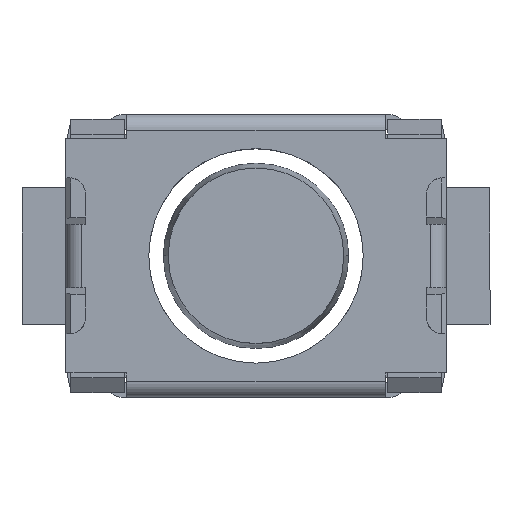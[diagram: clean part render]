
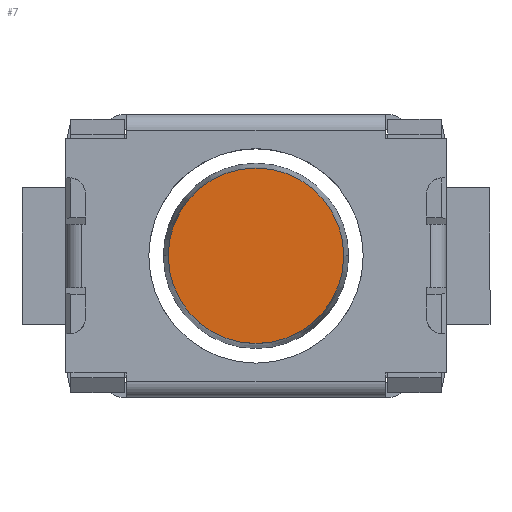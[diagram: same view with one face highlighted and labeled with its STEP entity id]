
A CAD part, top view. The second image highlights one B-rep face of the part: STEP entity #7.
In plain terms, the highlighted planar face has unit normal (0, 0, 1).
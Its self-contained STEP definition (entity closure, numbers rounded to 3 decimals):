
#7 = ADVANCED_FACE ( 'NONE', ( #4236 ), #6100, .T. ) ;
#373 = DIRECTION ( 'NONE',  ( -1., 0., 0. ) ) ;
#448 = EDGE_CURVE ( 'NONE', #8994, #2861, #3283, .T. ) ;
#1031 = CARTESIAN_POINT ( 'NONE',  ( 0.9, 0., 2. ) ) ;
#1041 = CARTESIAN_POINT ( 'NONE',  ( 0., 0., 2. ) ) ;
#1059 = ORIENTED_EDGE ( 'NONE', *, *, #448, .F. ) ;
#2389 = AXIS2_PLACEMENT_3D ( 'NONE', #3651, #5102, #373 ) ;
#2505 = DIRECTION ( 'NONE',  ( 0., 0., 1. ) ) ;
#2850 = CIRCLE ( 'NONE', #2389, 0.9 ) ;
#2861 = VERTEX_POINT ( 'NONE', #7347 ) ;
#3136 = EDGE_CURVE ( 'NONE', #2861, #8994, #2850, .T. ) ;
#3283 = CIRCLE ( 'NONE', #4502, 0.9 ) ;
#3651 = CARTESIAN_POINT ( 'NONE',  ( 0., 0., 2. ) ) ;
#4236 = FACE_OUTER_BOUND ( 'NONE', #5524, .T. ) ;
#4292 = CARTESIAN_POINT ( 'NONE',  ( 0.9, 0., 2. ) ) ;
#4502 = AXIS2_PLACEMENT_3D ( 'NONE', #1041, #7589, #5407 ) ;
#5102 = DIRECTION ( 'NONE',  ( 0., 0., -1. ) ) ;
#5407 = DIRECTION ( 'NONE',  ( -1., 0., 0. ) ) ;
#5524 = EDGE_LOOP ( 'NONE', ( #8781, #1059 ) ) ;
#6100 = PLANE ( 'NONE',  #9165 ) ;
#7347 = CARTESIAN_POINT ( 'NONE',  ( -0.9, 0., 2. ) ) ;
#7589 = DIRECTION ( 'NONE',  ( 0., 0., -1. ) ) ;
#8781 = ORIENTED_EDGE ( 'NONE', *, *, #3136, .F. ) ;
#8994 = VERTEX_POINT ( 'NONE', #4292 ) ;
#9138 = DIRECTION ( 'NONE',  ( 1., 0., 0. ) ) ;
#9165 = AXIS2_PLACEMENT_3D ( 'NONE', #1031, #2505, #9138 ) ;
